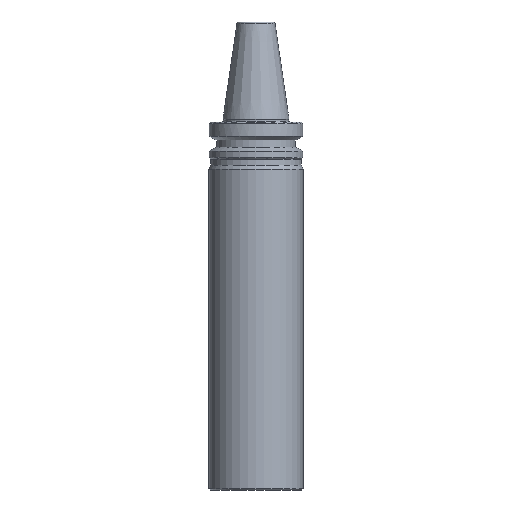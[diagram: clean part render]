
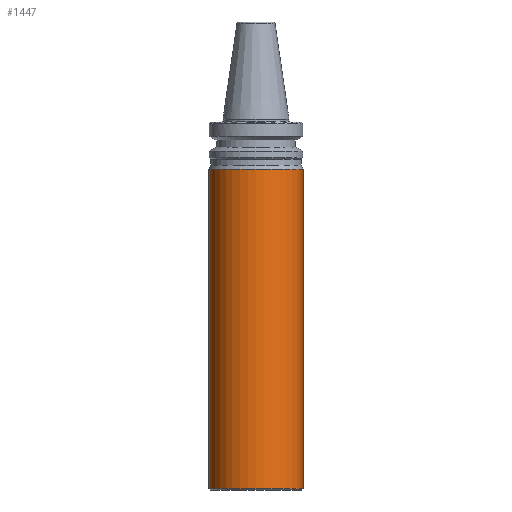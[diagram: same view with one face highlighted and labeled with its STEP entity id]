
A CAD part, front view. The second image highlights one B-rep face of the part: STEP entity #1447.
In plain terms, the highlighted cylindrical face has radius 31.75 mm (diameter 63.5 mm), a partial arc.
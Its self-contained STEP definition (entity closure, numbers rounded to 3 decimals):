
#87 = ORIENTED_EDGE ( 'NONE', *, *, #1083, .F. ) ;
#114 = AXIS2_PLACEMENT_3D ( 'NONE', #480, #476, #472 ) ;
#134 = CIRCLE ( 'NONE', #926, 31.75 ) ;
#230 = VERTEX_POINT ( 'NONE', #1307 ) ;
#257 = CIRCLE ( 'NONE', #2194, 31.75 ) ;
#259 = ORIENTED_EDGE ( 'NONE', *, *, #1216, .T. ) ;
#328 = CARTESIAN_POINT ( 'NONE',  ( 31.75, 0., -249. ) ) ;
#336 = CYLINDRICAL_SURFACE ( 'NONE', #998, 31.75 ) ;
#384 = EDGE_CURVE ( 'NONE', #1667, #1044, #1791, .T. ) ;
#472 = DIRECTION ( 'NONE',  ( 1., 0., 0. ) ) ;
#476 = DIRECTION ( 'NONE',  ( 0., 0., -1. ) ) ;
#480 = CARTESIAN_POINT ( 'NONE',  ( 0., 0., -33.681 ) ) ;
#482 = CARTESIAN_POINT ( 'NONE',  ( -31.75, 0., -33.681 ) ) ;
#537 = CARTESIAN_POINT ( 'NONE',  ( -31.75, 0., -249. ) ) ;
#545 = ORIENTED_EDGE ( 'NONE', *, *, #2267, .T. ) ;
#638 = VERTEX_POINT ( 'NONE', #537 ) ;
#686 = EDGE_CURVE ( 'NONE', #1044, #2128, #1544, .T. ) ;
#799 = DIRECTION ( 'NONE',  ( 0., 0., 1. ) ) ;
#891 = DIRECTION ( 'NONE',  ( 0., 0., 1. ) ) ;
#899 = CARTESIAN_POINT ( 'NONE',  ( 0., 0., 88.348 ) ) ;
#903 = DIRECTION ( 'NONE',  ( 1., 0., 0. ) ) ;
#911 = ORIENTED_EDGE ( 'NONE', *, *, #384, .T. ) ;
#926 = AXIS2_PLACEMENT_3D ( 'NONE', #1435, #1405, #2130 ) ;
#998 = AXIS2_PLACEMENT_3D ( 'NONE', #899, #891, #903 ) ;
#1036 = LINE ( 'NONE', #1745, #2000 ) ;
#1044 = VERTEX_POINT ( 'NONE', #1289 ) ;
#1083 = EDGE_CURVE ( 'NONE', #638, #2128, #1036, .T. ) ;
#1096 = DIRECTION ( 'NONE',  ( 0., 0., 1. ) ) ;
#1129 = CARTESIAN_POINT ( 'NONE',  ( 31.75, 0., 88.348 ) ) ;
#1216 = EDGE_CURVE ( 'NONE', #230, #1667, #134, .T. ) ;
#1249 = EDGE_LOOP ( 'NONE', ( #87, #545, #259, #911, #2226 ) ) ;
#1282 = VECTOR ( 'NONE', #1096, 1000. ) ;
#1289 = CARTESIAN_POINT ( 'NONE',  ( 31.75, 0., -33.681 ) ) ;
#1307 = CARTESIAN_POINT ( 'NONE',  ( 0., -31.75, -249. ) ) ;
#1405 = DIRECTION ( 'NONE',  ( 0., 0., 1. ) ) ;
#1435 = CARTESIAN_POINT ( 'NONE',  ( 0., 0., -249. ) ) ;
#1447 = ADVANCED_FACE ( 'NONE', ( #1726 ), #336, .T. ) ;
#1544 = CIRCLE ( 'NONE', #114, 31.75 ) ;
#1667 = VERTEX_POINT ( 'NONE', #328 ) ;
#1726 = FACE_OUTER_BOUND ( 'NONE', #1249, .T. ) ;
#1745 = CARTESIAN_POINT ( 'NONE',  ( -31.75, 0., 88.348 ) ) ;
#1791 = LINE ( 'NONE', #1129, #1282 ) ;
#1887 = DIRECTION ( 'NONE',  ( 0., 0., 1. ) ) ;
#1896 = CARTESIAN_POINT ( 'NONE',  ( 0., 0., -249. ) ) ;
#2000 = VECTOR ( 'NONE', #1887, 1000. ) ;
#2060 = DIRECTION ( 'NONE',  ( 1., 0., 0. ) ) ;
#2128 = VERTEX_POINT ( 'NONE', #482 ) ;
#2130 = DIRECTION ( 'NONE',  ( 1., 0., 0. ) ) ;
#2194 = AXIS2_PLACEMENT_3D ( 'NONE', #1896, #799, #2060 ) ;
#2226 = ORIENTED_EDGE ( 'NONE', *, *, #686, .T. ) ;
#2267 = EDGE_CURVE ( 'NONE', #638, #230, #257, .T. ) ;
